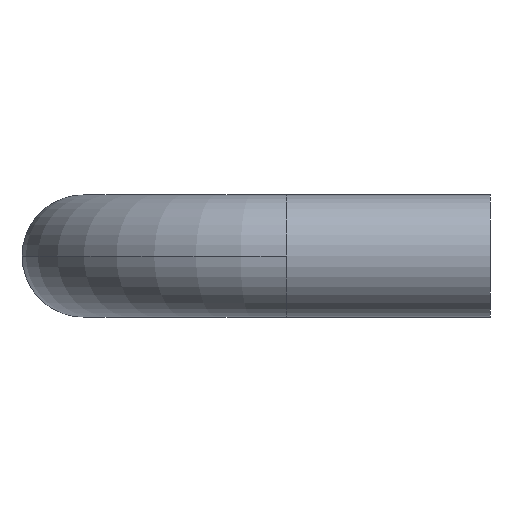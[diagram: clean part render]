
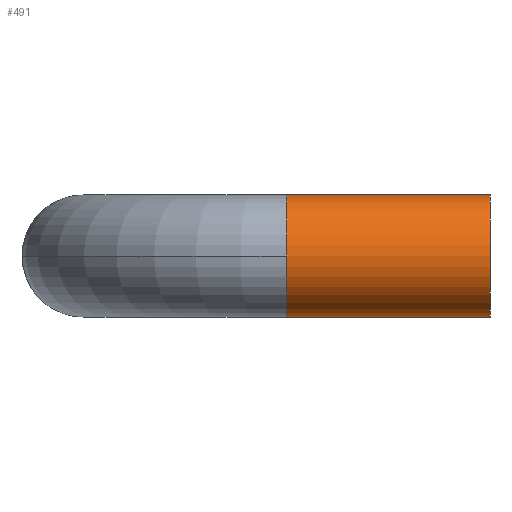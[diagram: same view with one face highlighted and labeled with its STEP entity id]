
A CAD part, left-side view. The second image highlights one B-rep face of the part: STEP entity #491.
In plain terms, the highlighted cylindrical face has radius 6 mm (diameter 12 mm), a partial arc.
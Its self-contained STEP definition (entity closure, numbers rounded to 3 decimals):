
#21 = CARTESIAN_POINT ( 'NONE',  ( -180., 20., 6. ) ) ;
#29 = CIRCLE ( 'NONE', #165, 6. ) ;
#54 = VERTEX_POINT ( 'NONE', #691 ) ;
#72 = CIRCLE ( 'NONE', #611, 6. ) ;
#82 = EDGE_CURVE ( 'NONE', #600, #716, #111, .T. ) ;
#94 = EDGE_CURVE ( 'NONE', #351, #716, #29, .T. ) ;
#111 = LINE ( 'NONE', #632, #535 ) ;
#130 = DIRECTION ( 'NONE',  ( 0., -1., 0. ) ) ;
#165 = AXIS2_PLACEMENT_3D ( 'NONE', #343, #130, #356 ) ;
#179 = DIRECTION ( 'NONE',  ( 0., -1., 0. ) ) ;
#188 = DIRECTION ( 'NONE',  ( 0., -1., 0. ) ) ;
#191 = DIRECTION ( 'NONE',  ( 0., -1., 0. ) ) ;
#211 = EDGE_CURVE ( 'NONE', #623, #600, #72, .T. ) ;
#252 = EDGE_CURVE ( 'NONE', #54, #623, #707, .T. ) ;
#275 = ORIENTED_EDGE ( 'NONE', *, *, #94, .F. ) ;
#295 = CARTESIAN_POINT ( 'NONE',  ( -180., 20., 0. ) ) ;
#318 = VECTOR ( 'NONE', #411, 1000. ) ;
#343 = CARTESIAN_POINT ( 'NONE',  ( -180., 0., 0. ) ) ;
#351 = VERTEX_POINT ( 'NONE', #415 ) ;
#356 = DIRECTION ( 'NONE',  ( 0., 0., 1. ) ) ;
#375 = EDGE_CURVE ( 'NONE', #54, #351, #615, .T. ) ;
#411 = DIRECTION ( 'NONE',  ( 0., -1., 0. ) ) ;
#415 = CARTESIAN_POINT ( 'NONE',  ( -180., 0., 6. ) ) ;
#439 = ORIENTED_EDGE ( 'NONE', *, *, #375, .F. ) ;
#491 = ADVANCED_FACE ( 'NONE', ( #544 ), #624, .T. ) ;
#510 = DIRECTION ( 'NONE',  ( 0., 0., 1. ) ) ;
#535 = VECTOR ( 'NONE', #188, 1000. ) ;
#537 = CARTESIAN_POINT ( 'NONE',  ( -180., 20., -6. ) ) ;
#544 = FACE_OUTER_BOUND ( 'NONE', #631, .T. ) ;
#566 = ORIENTED_EDGE ( 'NONE', *, *, #82, .T. ) ;
#568 = DIRECTION ( 'NONE',  ( 0., 0., 1. ) ) ;
#576 = CARTESIAN_POINT ( 'NONE',  ( -180., 20., 0. ) ) ;
#589 = AXIS2_PLACEMENT_3D ( 'NONE', #626, #179, #568 ) ;
#599 = AXIS2_PLACEMENT_3D ( 'NONE', #295, #191, #645 ) ;
#600 = VERTEX_POINT ( 'NONE', #537 ) ;
#611 = AXIS2_PLACEMENT_3D ( 'NONE', #576, #681, #510 ) ;
#615 = LINE ( 'NONE', #21, #318 ) ;
#623 = VERTEX_POINT ( 'NONE', #662 ) ;
#624 = CYLINDRICAL_SURFACE ( 'NONE', #599, 6. ) ;
#626 = CARTESIAN_POINT ( 'NONE',  ( -180., 20., 0. ) ) ;
#631 = EDGE_LOOP ( 'NONE', ( #439, #664, #727, #566, #275 ) ) ;
#632 = CARTESIAN_POINT ( 'NONE',  ( -180., 20., -6. ) ) ;
#645 = DIRECTION ( 'NONE',  ( 0., 0., -1. ) ) ;
#662 = CARTESIAN_POINT ( 'NONE',  ( -186., 20., 0. ) ) ;
#664 = ORIENTED_EDGE ( 'NONE', *, *, #252, .T. ) ;
#669 = CARTESIAN_POINT ( 'NONE',  ( -180., 0., -6. ) ) ;
#681 = DIRECTION ( 'NONE',  ( 0., -1., 0. ) ) ;
#691 = CARTESIAN_POINT ( 'NONE',  ( -180., 20., 6. ) ) ;
#707 = CIRCLE ( 'NONE', #589, 6. ) ;
#716 = VERTEX_POINT ( 'NONE', #669 ) ;
#727 = ORIENTED_EDGE ( 'NONE', *, *, #211, .T. ) ;
